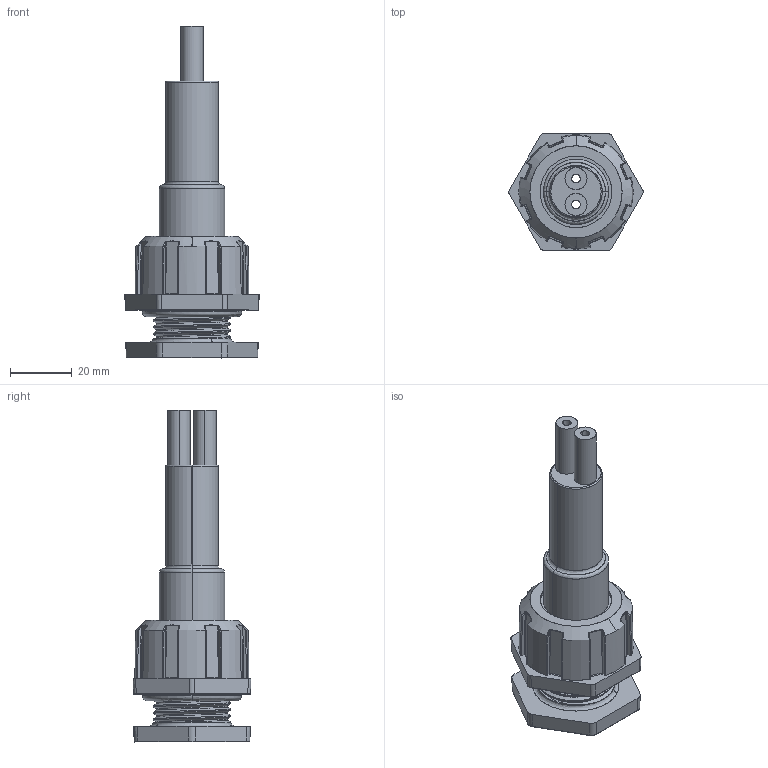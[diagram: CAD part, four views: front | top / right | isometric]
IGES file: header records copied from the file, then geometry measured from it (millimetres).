
Start section: SolidWorks IGES file using analytic representation for surfaces
Global section: file name: 1-NUS-2AOE.IGS; native system: SolidWorks 2025; preprocessor: SolidWorks 2025; author: mjones; date: 260310.073244; units: inch
Bounding box: 43.36 x 38.03 x 107.14 mm (x, y, z)
Surface area: 22984.8 mm2 (no closed solid volume)
Topology: 0 solids, 0 shells, 324 faces, 5432 edges, 5408 vertices
Faces by surface type: revolution 170, bspline 154
